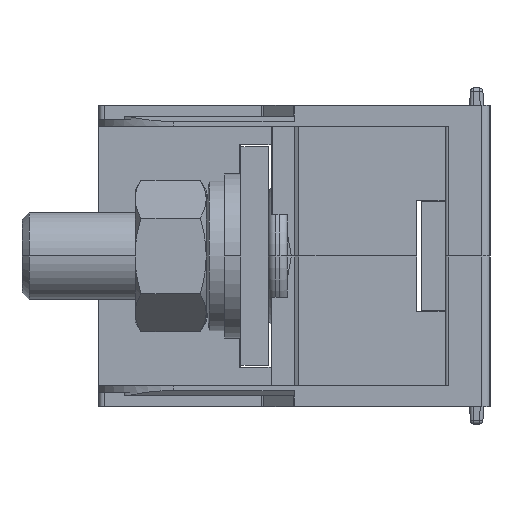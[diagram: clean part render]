
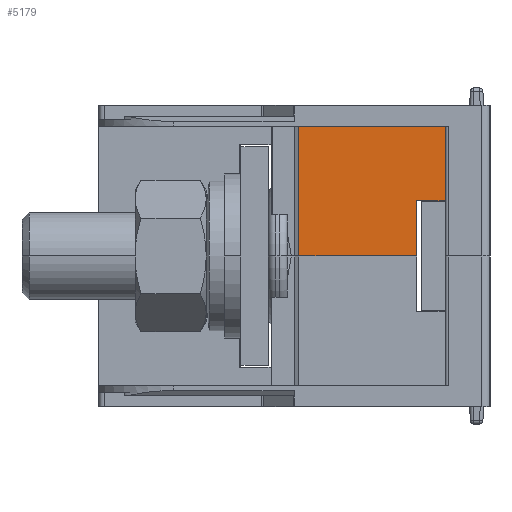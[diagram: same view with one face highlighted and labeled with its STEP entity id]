
A CAD part, left-side view. The second image highlights one B-rep face of the part: STEP entity #5179.
In plain terms, the highlighted planar face has unit normal (-1, 0, 0).
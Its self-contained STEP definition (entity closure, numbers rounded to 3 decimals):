
#4207=PLANE('',#26392);
#5179=ADVANCED_FACE('',(#6646),#4207,.F.);
#6646=FACE_OUTER_BOUND('',#7797,.T.);
#7797=EDGE_LOOP('',(#12461,#12462,#12463,#12464,#12465,#12466));
#12461=ORIENTED_EDGE('',*,*,#19492,.F.);
#12462=ORIENTED_EDGE('',*,*,#19521,.F.);
#12463=ORIENTED_EDGE('',*,*,#19192,.F.);
#12464=ORIENTED_EDGE('',*,*,#19522,.T.);
#12465=ORIENTED_EDGE('',*,*,#19523,.T.);
#12466=ORIENTED_EDGE('',*,*,#19524,.F.);
#16616=VERTEX_POINT('',#37333);
#16617=VERTEX_POINT('',#37334);
#16831=VERTEX_POINT('',#37972);
#16832=VERTEX_POINT('',#37974);
#16854=VERTEX_POINT('',#38060);
#16855=VERTEX_POINT('',#38062);
#19192=EDGE_CURVE('',#16616,#16617,#21719,.T.);
#19492=EDGE_CURVE('',#16831,#16832,#21982,.T.);
#19521=EDGE_CURVE('',#16617,#16831,#22007,.T.);
#19522=EDGE_CURVE('',#16616,#16854,#22008,.T.);
#19523=EDGE_CURVE('',#16854,#16855,#22009,.T.);
#19524=EDGE_CURVE('',#16832,#16855,#22010,.T.);
#21719=LINE('',#37332,#23873);
#21982=LINE('',#37973,#24136);
#22007=LINE('',#38057,#24161);
#22008=LINE('',#38059,#24162);
#22009=LINE('',#38061,#24163);
#22010=LINE('',#38063,#24164);
#23873=VECTOR('',#29954,1.);
#24136=VECTOR('',#30449,1.);
#24161=VECTOR('',#30488,1.);
#24162=VECTOR('',#30491,1.);
#24163=VECTOR('',#30492,1.);
#24164=VECTOR('',#30493,1.);
#26392=AXIS2_PLACEMENT_3D('',#38064,#30494,#30495);
#29954=DIRECTION('',(0.,1.,0.));
#30449=DIRECTION('',(0.,-1.,0.));
#30488=DIRECTION('',(0.,0.,1.));
#30491=DIRECTION('',(0.,0.,1.));
#30492=DIRECTION('',(0.,-1.,0.));
#30493=DIRECTION('',(0.,0.,-1.));
#30494=DIRECTION('',(1.,0.,0.));
#30495=DIRECTION('',(0.,1.,0.));
#37332=CARTESIAN_POINT('',(-39.8,7.4,27.5));
#37333=CARTESIAN_POINT('',(-39.8,7.4,27.5));
#37334=CARTESIAN_POINT('',(-39.8,28.914,27.5));
#37972=CARTESIAN_POINT('',(-39.8,28.914,51.2));
#37973=CARTESIAN_POINT('',(-39.8,28.914,51.2));
#37974=CARTESIAN_POINT('',(-39.8,2.2,51.2));
#38057=CARTESIAN_POINT('',(-39.8,28.914,27.5));
#38059=CARTESIAN_POINT('',(-39.8,7.4,27.5));
#38060=CARTESIAN_POINT('',(-39.8,7.4,37.6));
#38061=CARTESIAN_POINT('',(-39.8,7.4,37.6));
#38062=CARTESIAN_POINT('',(-39.8,2.2,37.6));
#38063=CARTESIAN_POINT('',(-39.8,2.2,51.2));
#38064=CARTESIAN_POINT('',(-39.8,28.914,27.5));
